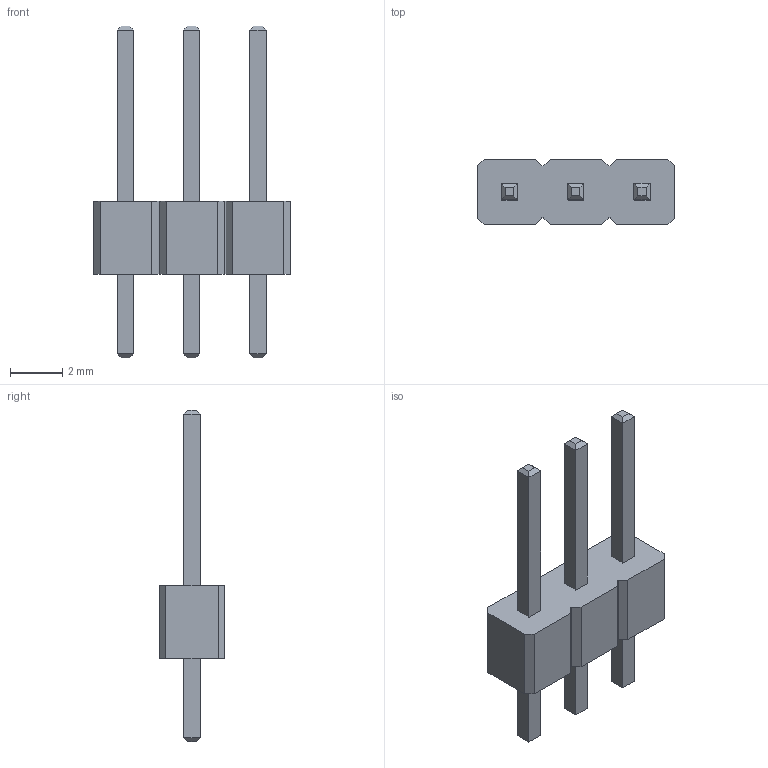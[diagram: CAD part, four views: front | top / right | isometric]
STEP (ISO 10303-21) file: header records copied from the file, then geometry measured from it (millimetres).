
FILE_DESCRIPTION(/* description */ (''),/* implementation_level */ '2;1');
FILE_NAME(/* name */ '_SIP 100-3.ebd8b951-0c12-4d1b-bfc6-00e512094782.f3d.__gcx3d__.stp',/* time_stamp */ '2021-06-27T13:52:43-07:00',/* author */ (''),/* organization */ (''),/* preprocessor_version */ 'ST-DEVELOPER v18.1',/* originating_system */ 'Autodesk Translation Framework v10.9.0.1377',/* authorisation */ '');
FILE_SCHEMA (('AUTOMOTIVE_DESIGN { 1 0 10303 214 3 1 1 }'));
Length unit declared in the file: inch
Products named in the file (3): SIP 100-3; Pins; Case
Assembly tree (2 placements, depth 2):
  SIP 100-3
    Pins
    Case
Bounding box: 7.55 x 2.5 x 12.7 mm (x, y, z)
Volume: 63.3 mm3; surface area: 209.1 mm2
Topology: 4 solids, 4 shells, 80 faces, 192 edges, 120 vertices
Faces by surface type: plane 80
Entity records: 2357 total; most frequent: CARTESIAN_POINT 398, ORIENTED_EDGE 384, DIRECTION 364, LINE 192, VECTOR 192, EDGE_CURVE 192, VERTEX_POINT 120, EDGE_LOOP 86
